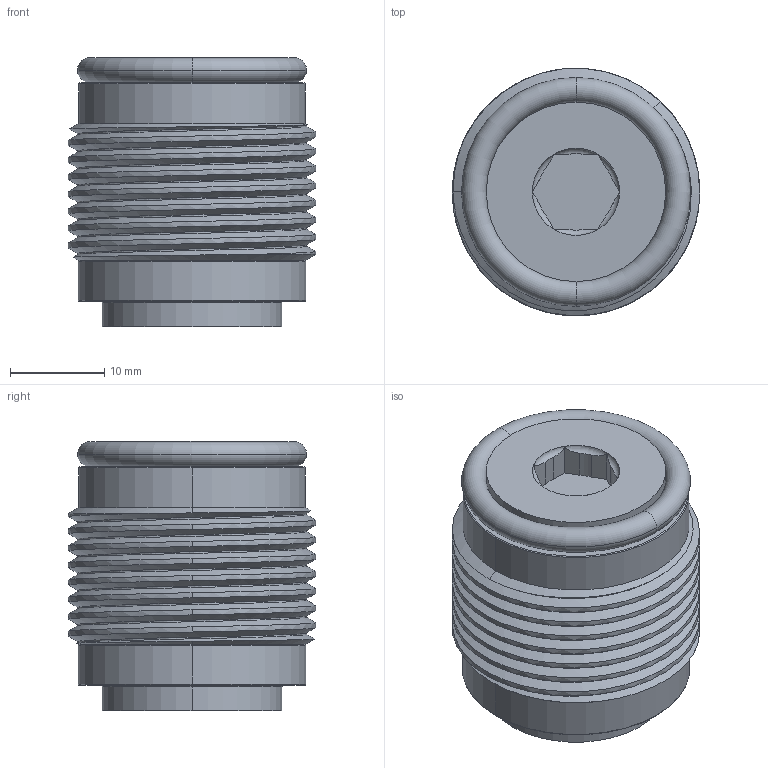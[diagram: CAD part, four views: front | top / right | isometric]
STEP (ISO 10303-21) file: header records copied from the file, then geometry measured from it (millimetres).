
FILE_DESCRIPTION (( 'STEP AP203' ), '1' );
FILE_NAME ('CVG0620.STEP', '2016-05-18T06:30:44', ( '' ), ( '' ), 'SwSTEP 2.0', 'SolidWorks 2012', '' );
FILE_SCHEMA (( 'CONFIG_CONTROL_DESIGN' ));
Length unit declared in the file: millimetre
Products named in the file (1): CVG0620
Bounding box: 26.2 x 26.18 x 28.5 mm (x, y, z)
Volume: 12563 mm3; surface area: 4786 mm2
Topology: 2 solids, 2 shells, 124 faces, 286 edges, 177 vertices
Faces by surface type: cylinder 52, plane 39, torus 26, cone 4, bspline 3
Entity records: 5576 total; most frequent: CARTESIAN_POINT 2765, DIRECTION 581, ORIENTED_EDGE 572, EDGE_CURVE 286, AXIS2_PLACEMENT_3D 239, VERTEX_POINT 177, EDGE_LOOP 137, FACE_OUTER_BOUND 124
